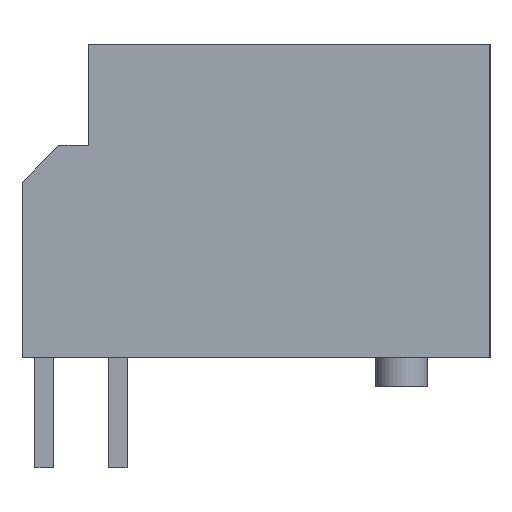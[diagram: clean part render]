
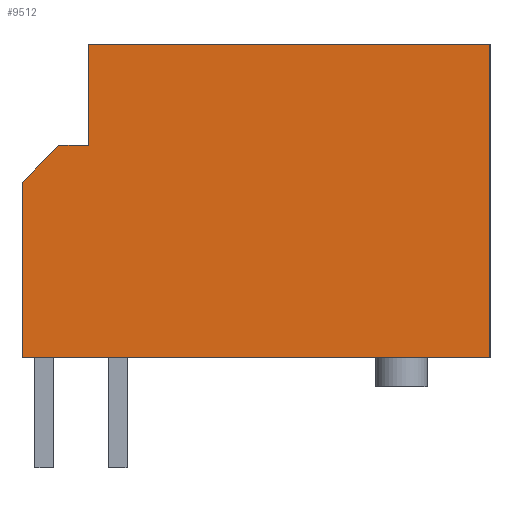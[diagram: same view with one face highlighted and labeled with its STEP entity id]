
A CAD part, left-side view. The second image highlights one B-rep face of the part: STEP entity #9512.
In plain terms, the highlighted planar face has unit normal (-1, 0, 0).
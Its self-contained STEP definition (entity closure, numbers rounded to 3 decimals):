
#2202 = PLANE('',#2203);
#2203 = AXIS2_PLACEMENT_3D('',#2204,#2205,#2206);
#2204 = CARTESIAN_POINT('',(-2.,-12.1,0.));
#2205 = DIRECTION('',(0.,0.,1.));
#2206 = DIRECTION('',(0.,1.,0.));
#4336 = PLANE('',#4337);
#4337 = AXIS2_PLACEMENT_3D('',#4338,#4339,#4340);
#4338 = CARTESIAN_POINT('',(-2.,0.6,4.75));
#4339 = DIRECTION('',(0.,-1.,0.));
#4340 = DIRECTION('',(0.,0.,1.));
#4364 = PLANE('',#4365);
#4365 = AXIS2_PLACEMENT_3D('',#4366,#4367,#4368);
#4366 = CARTESIAN_POINT('',(-2.,0.6,4.75));
#4367 = DIRECTION('',(0.,-0.707,
    -0.707));
#4368 = DIRECTION('',(0.,-0.707,0.707
    ));
#4392 = PLANE('',#4393);
#4393 = AXIS2_PLACEMENT_3D('',#4394,#4395,#4396);
#4394 = CARTESIAN_POINT('',(-2.,-0.4,5.75));
#4395 = DIRECTION('',(0.,0.,-1.));
#4396 = DIRECTION('',(0.,-1.,0.));
#4418 = PLANE('',#4419);
#4419 = AXIS2_PLACEMENT_3D('',#4420,#4421,#4422);
#4420 = CARTESIAN_POINT('',(-2.,-1.2,5.75));
#4421 = DIRECTION('',(0.,-1.,0.));
#4422 = DIRECTION('',(0.,0.,1.));
#5143 = VERTEX_POINT('',#5144);
#5144 = CARTESIAN_POINT('',(-2.,-12.1,0.));
#5158 = PLANE('',#5159);
#5159 = AXIS2_PLACEMENT_3D('',#5160,#5161,#5162);
#5160 = CARTESIAN_POINT('',(-2.,-12.1,8.5));
#5161 = DIRECTION('',(0.,1.,0.));
#5162 = DIRECTION('',(0.,0.,-1.));
#5170 = EDGE_CURVE('',#5171,#5143,#5173,.T.);
#5171 = VERTEX_POINT('',#5172);
#5172 = CARTESIAN_POINT('',(-2.,0.6,0.));
#5173 = SURFACE_CURVE('',#5174,(#5178,#5185),.PCURVE_S1.);
#5174 = LINE('',#5175,#5176);
#5175 = CARTESIAN_POINT('',(-2.,-12.1,0.));
#5176 = VECTOR('',#5177,1.);
#5177 = DIRECTION('',(0.,-1.,0.));
#5178 = PCURVE('',#2202,#5179);
#5179 = DEFINITIONAL_REPRESENTATION('',(#5180),#5184);
#5180 = LINE('',#5181,#5182);
#5181 = CARTESIAN_POINT('',(0.,0.));
#5182 = VECTOR('',#5183,1.);
#5183 = DIRECTION('',(-1.,0.));
#5184 = ( GEOMETRIC_REPRESENTATION_CONTEXT(2) 
PARAMETRIC_REPRESENTATION_CONTEXT() REPRESENTATION_CONTEXT('2D SPACE',''
  ) );
#5185 = PCURVE('',#5186,#5191);
#5186 = PLANE('',#5187);
#5187 = AXIS2_PLACEMENT_3D('',#5188,#5189,#5190);
#5188 = CARTESIAN_POINT('',(-2.,0.6,8.5));
#5189 = DIRECTION('',(-1.,0.,0.));
#5190 = DIRECTION('',(0.,0.,-1.));
#5191 = DEFINITIONAL_REPRESENTATION('',(#5192),#5196);
#5192 = LINE('',#5193,#5194);
#5193 = CARTESIAN_POINT('',(8.5,12.7));
#5194 = VECTOR('',#5195,1.);
#5195 = DIRECTION('',(0.,1.));
#5196 = ( GEOMETRIC_REPRESENTATION_CONTEXT(2) 
PARAMETRIC_REPRESENTATION_CONTEXT() REPRESENTATION_CONTEXT('2D SPACE',''
  ) );
#8395 = VERTEX_POINT('',#8396);
#8396 = CARTESIAN_POINT('',(-2.,-1.2,5.75));
#8419 = VERTEX_POINT('',#8420);
#8420 = CARTESIAN_POINT('',(-2.,-0.4,5.75));
#8441 = EDGE_CURVE('',#8395,#8419,#8442,.T.);
#8442 = SURFACE_CURVE('',#8443,(#8447,#8454),.PCURVE_S1.);
#8443 = LINE('',#8444,#8445);
#8444 = CARTESIAN_POINT('',(-2.,-0.4,5.75));
#8445 = VECTOR('',#8446,1.);
#8446 = DIRECTION('',(0.,1.,0.));
#8447 = PCURVE('',#4392,#8448);
#8448 = DEFINITIONAL_REPRESENTATION('',(#8449),#8453);
#8449 = LINE('',#8450,#8451);
#8450 = CARTESIAN_POINT('',(0.,0.));
#8451 = VECTOR('',#8452,1.);
#8452 = DIRECTION('',(-1.,0.));
#8453 = ( GEOMETRIC_REPRESENTATION_CONTEXT(2) 
PARAMETRIC_REPRESENTATION_CONTEXT() REPRESENTATION_CONTEXT('2D SPACE',''
  ) );
#8454 = PCURVE('',#5186,#8455);
#8455 = DEFINITIONAL_REPRESENTATION('',(#8456),#8460);
#8456 = LINE('',#8457,#8458);
#8457 = CARTESIAN_POINT('',(2.75,1.));
#8458 = VECTOR('',#8459,1.);
#8459 = DIRECTION('',(0.,-1.));
#8460 = ( GEOMETRIC_REPRESENTATION_CONTEXT(2) 
PARAMETRIC_REPRESENTATION_CONTEXT() REPRESENTATION_CONTEXT('2D SPACE',''
  ) );
#8466 = VERTEX_POINT('',#8467);
#8467 = CARTESIAN_POINT('',(-2.,0.6,4.75));
#8490 = EDGE_CURVE('',#8466,#5171,#8491,.T.);
#8491 = SURFACE_CURVE('',#8492,(#8496,#8503),.PCURVE_S1.);
#8492 = LINE('',#8493,#8494);
#8493 = CARTESIAN_POINT('',(-2.,0.6,4.75));
#8494 = VECTOR('',#8495,1.);
#8495 = DIRECTION('',(0.,0.,-1.));
#8496 = PCURVE('',#4336,#8497);
#8497 = DEFINITIONAL_REPRESENTATION('',(#8498),#8502);
#8498 = LINE('',#8499,#8500);
#8499 = CARTESIAN_POINT('',(0.,0.));
#8500 = VECTOR('',#8501,1.);
#8501 = DIRECTION('',(-1.,0.));
#8502 = ( GEOMETRIC_REPRESENTATION_CONTEXT(2) 
PARAMETRIC_REPRESENTATION_CONTEXT() REPRESENTATION_CONTEXT('2D SPACE',''
  ) );
#8503 = PCURVE('',#5186,#8504);
#8504 = DEFINITIONAL_REPRESENTATION('',(#8505),#8509);
#8505 = LINE('',#8506,#8507);
#8506 = CARTESIAN_POINT('',(3.75,0.));
#8507 = VECTOR('',#8508,1.);
#8508 = DIRECTION('',(1.,0.));
#8509 = ( GEOMETRIC_REPRESENTATION_CONTEXT(2) 
PARAMETRIC_REPRESENTATION_CONTEXT() REPRESENTATION_CONTEXT('2D SPACE',''
  ) );
#8538 = EDGE_CURVE('',#8539,#8395,#8541,.T.);
#8539 = VERTEX_POINT('',#8540);
#8540 = CARTESIAN_POINT('',(-2.,-1.2,8.5));
#8541 = SURFACE_CURVE('',#8542,(#8546,#8553),.PCURVE_S1.);
#8542 = LINE('',#8543,#8544);
#8543 = CARTESIAN_POINT('',(-2.,-1.2,5.75));
#8544 = VECTOR('',#8545,1.);
#8545 = DIRECTION('',(0.,0.,-1.));
#8546 = PCURVE('',#4418,#8547);
#8547 = DEFINITIONAL_REPRESENTATION('',(#8548),#8552);
#8548 = LINE('',#8549,#8550);
#8549 = CARTESIAN_POINT('',(0.,0.));
#8550 = VECTOR('',#8551,1.);
#8551 = DIRECTION('',(-1.,0.));
#8552 = ( GEOMETRIC_REPRESENTATION_CONTEXT(2) 
PARAMETRIC_REPRESENTATION_CONTEXT() REPRESENTATION_CONTEXT('2D SPACE',''
  ) );
#8553 = PCURVE('',#5186,#8554);
#8554 = DEFINITIONAL_REPRESENTATION('',(#8555),#8559);
#8555 = LINE('',#8556,#8557);
#8556 = CARTESIAN_POINT('',(2.75,1.8));
#8557 = VECTOR('',#8558,1.);
#8558 = DIRECTION('',(1.,0.));
#8559 = ( GEOMETRIC_REPRESENTATION_CONTEXT(2) 
PARAMETRIC_REPRESENTATION_CONTEXT() REPRESENTATION_CONTEXT('2D SPACE',''
  ) );
#8577 = PLANE('',#8578);
#8578 = AXIS2_PLACEMENT_3D('',#8579,#8580,#8581);
#8579 = CARTESIAN_POINT('',(-2.,-12.1,8.5));
#8580 = DIRECTION('',(0.,0.,-1.));
#8581 = DIRECTION('',(0.,-1.,0.));
#8639 = EDGE_CURVE('',#8419,#8466,#8640,.T.);
#8640 = SURFACE_CURVE('',#8641,(#8645,#8652),.PCURVE_S1.);
#8641 = LINE('',#8642,#8643);
#8642 = CARTESIAN_POINT('',(-2.,0.6,4.75));
#8643 = VECTOR('',#8644,1.);
#8644 = DIRECTION('',(0.,0.707,
    -0.707));
#8645 = PCURVE('',#4364,#8646);
#8646 = DEFINITIONAL_REPRESENTATION('',(#8647),#8651);
#8647 = LINE('',#8648,#8649);
#8648 = CARTESIAN_POINT('',(0.,0.));
#8649 = VECTOR('',#8650,1.);
#8650 = DIRECTION('',(-1.,0.));
#8651 = ( GEOMETRIC_REPRESENTATION_CONTEXT(2) 
PARAMETRIC_REPRESENTATION_CONTEXT() REPRESENTATION_CONTEXT('2D SPACE',''
  ) );
#8652 = PCURVE('',#5186,#8653);
#8653 = DEFINITIONAL_REPRESENTATION('',(#8654),#8658);
#8654 = LINE('',#8655,#8656);
#8655 = CARTESIAN_POINT('',(3.75,0.));
#8656 = VECTOR('',#8657,1.);
#8657 = DIRECTION('',(0.707,-0.707));
#8658 = ( GEOMETRIC_REPRESENTATION_CONTEXT(2) 
PARAMETRIC_REPRESENTATION_CONTEXT() REPRESENTATION_CONTEXT('2D SPACE',''
  ) );
#9004 = VERTEX_POINT('',#9005);
#9005 = CARTESIAN_POINT('',(-2.,-12.1,8.5));
#9026 = EDGE_CURVE('',#5143,#9004,#9027,.T.);
#9027 = SURFACE_CURVE('',#9028,(#9032,#9039),.PCURVE_S1.);
#9028 = LINE('',#9029,#9030);
#9029 = CARTESIAN_POINT('',(-2.,-12.1,8.5));
#9030 = VECTOR('',#9031,1.);
#9031 = DIRECTION('',(0.,0.,1.));
#9032 = PCURVE('',#5158,#9033);
#9033 = DEFINITIONAL_REPRESENTATION('',(#9034),#9038);
#9034 = LINE('',#9035,#9036);
#9035 = CARTESIAN_POINT('',(0.,0.));
#9036 = VECTOR('',#9037,1.);
#9037 = DIRECTION('',(-1.,0.));
#9038 = ( GEOMETRIC_REPRESENTATION_CONTEXT(2) 
PARAMETRIC_REPRESENTATION_CONTEXT() REPRESENTATION_CONTEXT('2D SPACE',''
  ) );
#9039 = PCURVE('',#5186,#9040);
#9040 = DEFINITIONAL_REPRESENTATION('',(#9041),#9045);
#9041 = LINE('',#9042,#9043);
#9042 = CARTESIAN_POINT('',(0.,12.7));
#9043 = VECTOR('',#9044,1.);
#9044 = DIRECTION('',(-1.,0.));
#9045 = ( GEOMETRIC_REPRESENTATION_CONTEXT(2) 
PARAMETRIC_REPRESENTATION_CONTEXT() REPRESENTATION_CONTEXT('2D SPACE',''
  ) );
#9512 = ADVANCED_FACE('',(#9513),#5186,.T.);
#9513 = FACE_BOUND('',#9514,.T.);
#9514 = EDGE_LOOP('',(#9515,#9536,#9537,#9538,#9539,#9540,#9541));
#9515 = ORIENTED_EDGE('',*,*,#9516,.T.);
#9516 = EDGE_CURVE('',#9004,#8539,#9517,.T.);
#9517 = SURFACE_CURVE('',#9518,(#9522,#9529),.PCURVE_S1.);
#9518 = LINE('',#9519,#9520);
#9519 = CARTESIAN_POINT('',(-2.,-12.1,8.5));
#9520 = VECTOR('',#9521,1.);
#9521 = DIRECTION('',(0.,1.,0.));
#9522 = PCURVE('',#5186,#9523);
#9523 = DEFINITIONAL_REPRESENTATION('',(#9524),#9528);
#9524 = LINE('',#9525,#9526);
#9525 = CARTESIAN_POINT('',(0.,12.7));
#9526 = VECTOR('',#9527,1.);
#9527 = DIRECTION('',(0.,-1.));
#9528 = ( GEOMETRIC_REPRESENTATION_CONTEXT(2) 
PARAMETRIC_REPRESENTATION_CONTEXT() REPRESENTATION_CONTEXT('2D SPACE',''
  ) );
#9529 = PCURVE('',#8577,#9530);
#9530 = DEFINITIONAL_REPRESENTATION('',(#9531),#9535);
#9531 = LINE('',#9532,#9533);
#9532 = CARTESIAN_POINT('',(0.,0.));
#9533 = VECTOR('',#9534,1.);
#9534 = DIRECTION('',(-1.,0.));
#9535 = ( GEOMETRIC_REPRESENTATION_CONTEXT(2) 
PARAMETRIC_REPRESENTATION_CONTEXT() REPRESENTATION_CONTEXT('2D SPACE',''
  ) );
#9536 = ORIENTED_EDGE('',*,*,#8538,.T.);
#9537 = ORIENTED_EDGE('',*,*,#8441,.T.);
#9538 = ORIENTED_EDGE('',*,*,#8639,.T.);
#9539 = ORIENTED_EDGE('',*,*,#8490,.T.);
#9540 = ORIENTED_EDGE('',*,*,#5170,.T.);
#9541 = ORIENTED_EDGE('',*,*,#9026,.T.);
